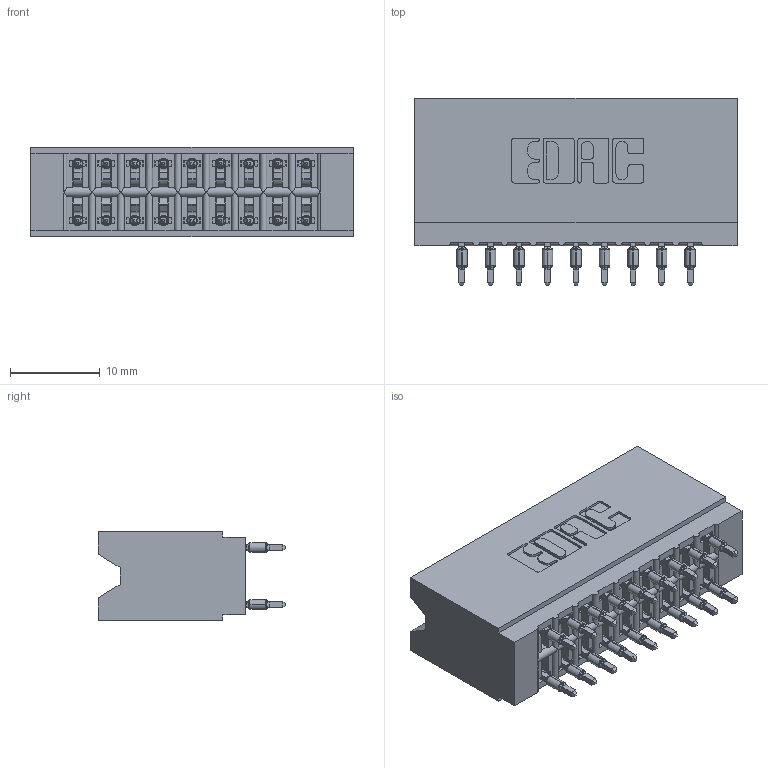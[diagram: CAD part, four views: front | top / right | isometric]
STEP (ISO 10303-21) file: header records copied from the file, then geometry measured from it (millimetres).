
FILE_DESCRIPTION (( 'STEP AP203' ), '1' );
FILE_NAME ('746-018-560-206.STEP', '2026-02-26T22:11:06', ( '' ), ( '' ), 'SwSTEP 2.0', 'SolidWorks 2023', '' );
FILE_SCHEMA (( 'CONFIG_CONTROL_DESIGN' ));
Length unit declared in the file: millimetre
Products named in the file (3): 746 Part_.515 Slot Depth - 06; 746-292-001_560; 746-018-560-206
Assembly tree (19 placements, depth 2):
  746-018-560-206
    746 Part_.515 Slot Depth - 06
    746-292-001_560  x18
Bounding box: 35.81 x 20.82 x 9.91 mm (x, y, z)
Volume: 4090.7 mm3; surface area: 6218.5 mm2
Topology: 19 solids, 19 shells, 1799 faces, 4999 edges, 3208 vertices
Faces by surface type: plane 902, cylinder 429, bspline 360, torus 108
Entity records: 18754 total; most frequent: CARTESIAN_POINT 4012, ORIENTED_EDGE 3130, DIRECTION 2677, EDGE_CURVE 1565, VECTOR 1283, LINE 1283, VERTEX_POINT 1032, AXIS2_PLACEMENT_3D 697
